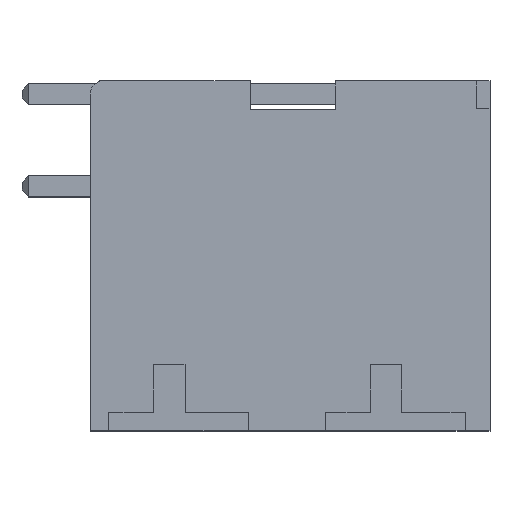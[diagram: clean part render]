
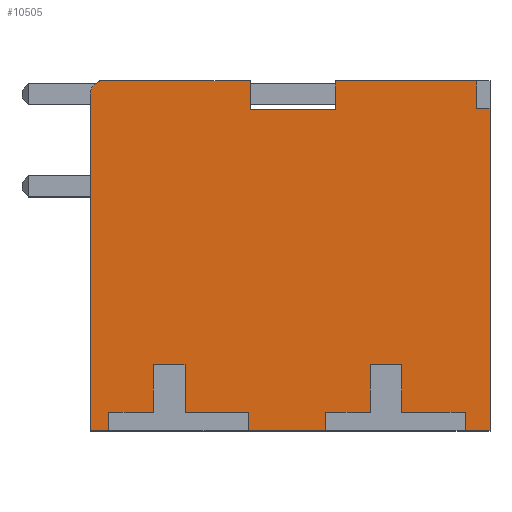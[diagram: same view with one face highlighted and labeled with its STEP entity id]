
A CAD part, top view. The second image highlights one B-rep face of the part: STEP entity #10505.
In plain terms, the highlighted planar face has unit normal (0, 0, 1).
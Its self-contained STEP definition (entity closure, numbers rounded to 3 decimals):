
#2490=DIRECTION('',(-1.,0.,0.));
#2491=VECTOR('',#2490,5.39);
#2492=CARTESIAN_POINT('',(11.703,13.3,33.7));
#2493=LINE('',#2492,#2491);
#2526=DIRECTION('',(0.,-1.,0.));
#2527=VECTOR('',#2526,1.092);
#2528=CARTESIAN_POINT('',(6.313,13.3,33.7));
#2529=LINE('',#2528,#2527);
#2582=DIRECTION('',(0.,1.,0.));
#2583=VECTOR('',#2582,1.092);
#2584=CARTESIAN_POINT('',(3.074,12.208,33.7));
#2585=LINE('',#2584,#2583);
#2654=DIRECTION('',(-1.,0.,0.));
#2655=VECTOR('',#2654,5.716);
#2656=CARTESIAN_POINT('',(3.074,13.3,33.7));
#2657=LINE('',#2656,#2655);
#2730=DIRECTION('',(0.,-1.,0.));
#2731=VECTOR('',#2730,0.02);
#2732=CARTESIAN_POINT('',(-2.641,13.3,33.7));
#2733=LINE('',#2732,#2731);
#3568=DIRECTION('',(-1.,0.,0.));
#3569=VECTOR('',#3568,3.238);
#3570=CARTESIAN_POINT('',(6.313,12.208,33.7));
#3571=LINE('',#3570,#3569);
#3572=DIRECTION('',(0.,1.,0.));
#3573=VECTOR('',#3572,0.7);
#3574=CARTESIAN_POINT('',(11.25,0.,33.7));
#3575=LINE('',#3574,#3573);
#3576=DIRECTION('',(1.,0.,0.));
#3577=VECTOR('',#3576,2.4);
#3578=CARTESIAN_POINT('',(8.85,0.7,33.7));
#3579=LINE('',#3578,#3577);
#3580=DIRECTION('',(0.,-1.,0.));
#3581=VECTOR('',#3580,1.8);
#3582=CARTESIAN_POINT('',(8.85,2.5,33.7));
#3583=LINE('',#3582,#3581);
#3584=DIRECTION('',(1.,0.,0.));
#3585=VECTOR('',#3584,1.2);
#3586=CARTESIAN_POINT('',(7.65,2.5,33.7));
#3587=LINE('',#3586,#3585);
#3588=DIRECTION('',(0.,1.,0.));
#3589=VECTOR('',#3588,1.8);
#3590=CARTESIAN_POINT('',(7.65,0.7,33.7));
#3591=LINE('',#3590,#3589);
#3592=DIRECTION('',(1.,0.,0.));
#3593=VECTOR('',#3592,1.7);
#3594=CARTESIAN_POINT('',(5.95,0.7,33.7));
#3595=LINE('',#3594,#3593);
#3596=DIRECTION('',(0.,1.,0.));
#3597=VECTOR('',#3596,0.7);
#3598=CARTESIAN_POINT('',(5.95,0.,33.7));
#3599=LINE('',#3598,#3597);
#3600=DIRECTION('',(-1.,0.,0.));
#3601=VECTOR('',#3600,2.95);
#3602=CARTESIAN_POINT('',(5.95,0.,33.7));
#3603=LINE('',#3602,#3601);
#3604=DIRECTION('',(0.,1.,0.));
#3605=VECTOR('',#3604,0.7);
#3606=CARTESIAN_POINT('',(3.,0.,33.7));
#3607=LINE('',#3606,#3605);
#3608=DIRECTION('',(1.,0.,0.));
#3609=VECTOR('',#3608,2.4);
#3610=CARTESIAN_POINT('',(0.6,0.7,33.7));
#3611=LINE('',#3610,#3609);
#3612=DIRECTION('',(0.,-1.,0.));
#3613=VECTOR('',#3612,1.8);
#3614=CARTESIAN_POINT('',(0.6,2.5,33.7));
#3615=LINE('',#3614,#3613);
#3616=DIRECTION('',(1.,0.,0.));
#3617=VECTOR('',#3616,1.2);
#3618=CARTESIAN_POINT('',(-0.6,2.5,33.7));
#3619=LINE('',#3618,#3617);
#3620=DIRECTION('',(0.,1.,0.));
#3621=VECTOR('',#3620,1.8);
#3622=CARTESIAN_POINT('',(-0.6,0.7,33.7));
#3623=LINE('',#3622,#3621);
#3624=DIRECTION('',(1.,0.,0.));
#3625=VECTOR('',#3624,1.7);
#3626=CARTESIAN_POINT('',(-2.3,0.7,33.7));
#3627=LINE('',#3626,#3625);
#3628=DIRECTION('',(0.,1.,0.));
#3629=VECTOR('',#3628,0.7);
#3630=CARTESIAN_POINT('',(-2.3,0.,33.7));
#3631=LINE('',#3630,#3629);
#3632=DIRECTION('',(-1.,0.,0.));
#3633=VECTOR('',#3632,0.7);
#3634=CARTESIAN_POINT('',(-2.3,0.,33.7));
#3635=LINE('',#3634,#3633);
#3636=DIRECTION('',(0.,1.,0.));
#3637=VECTOR('',#3636,12.8);
#3638=CARTESIAN_POINT('',(-3.,0.,33.7));
#3639=LINE('',#3638,#3637);
#3640=CARTESIAN_POINT('',(-2.5,12.8,33.7));
#3641=DIRECTION('',(0.,0.,-1.));
#3642=DIRECTION('',(-1.,0.,0.));
#3643=AXIS2_PLACEMENT_3D('',#3640,#3641,#3642);
#3645=DIRECTION('',(0.,-1.,0.));
#3646=VECTOR('',#3645,12.25);
#3647=CARTESIAN_POINT('',(12.2,12.25,33.7));
#3648=LINE('',#3647,#3646);
#3649=DIRECTION('',(-1.,0.,0.));
#3650=VECTOR('',#3649,0.95);
#3651=CARTESIAN_POINT('',(12.2,0.,33.7));
#3652=LINE('',#3651,#3650);
#3812=DIRECTION('',(0.,1.,0.));
#3813=VECTOR('',#3812,1.05);
#3814=CARTESIAN_POINT('',(11.703,12.25,33.7));
#3815=LINE('',#3814,#3813);
#3828=DIRECTION('',(-1.,0.,0.));
#3829=VECTOR('',#3828,0.497);
#3830=CARTESIAN_POINT('',(12.2,12.25,33.7));
#3831=LINE('',#3830,#3829);
#3946=CARTESIAN_POINT('',(-3.,0.,33.7));
#3947=VERTEX_POINT('',#3946);
#4028=CARTESIAN_POINT('',(12.2,12.25,33.7));
#4029=CARTESIAN_POINT('',(12.2,0.,33.7));
#4030=VERTEX_POINT('',#4028);
#4031=VERTEX_POINT('',#4029);
#4038=CARTESIAN_POINT('',(11.703,13.3,33.7));
#4039=VERTEX_POINT('',#4038);
#4040=CARTESIAN_POINT('',(6.313,13.3,33.7));
#4041=VERTEX_POINT('',#4040);
#4042=CARTESIAN_POINT('',(6.313,12.208,33.7));
#4043=VERTEX_POINT('',#4042);
#4052=CARTESIAN_POINT('',(3.074,12.208,33.7));
#4053=CARTESIAN_POINT('',(3.074,13.3,33.7));
#4054=VERTEX_POINT('',#4052);
#4055=VERTEX_POINT('',#4053);
#4064=CARTESIAN_POINT('',(-2.641,13.3,33.7));
#4065=VERTEX_POINT('',#4064);
#4066=CARTESIAN_POINT('',(-2.641,13.28,33.7));
#4067=VERTEX_POINT('',#4066);
#4096=CARTESIAN_POINT('',(-3.,12.8,33.7));
#4097=VERTEX_POINT('',#4096);
#4098=CARTESIAN_POINT('',(11.703,12.25,33.7));
#4099=VERTEX_POINT('',#4098);
#4342=CARTESIAN_POINT('',(11.25,0.7,33.7));
#4343=VERTEX_POINT('',#4342);
#4344=CARTESIAN_POINT('',(11.25,0.,33.7));
#4345=VERTEX_POINT('',#4344);
#4346=CARTESIAN_POINT('',(5.95,0.,33.7));
#4347=VERTEX_POINT('',#4346);
#4348=CARTESIAN_POINT('',(5.95,0.7,33.7));
#4349=VERTEX_POINT('',#4348);
#4350=CARTESIAN_POINT('',(7.65,0.7,33.7));
#4351=VERTEX_POINT('',#4350);
#4352=CARTESIAN_POINT('',(7.65,2.5,33.7));
#4353=VERTEX_POINT('',#4352);
#4354=CARTESIAN_POINT('',(8.85,2.5,33.7));
#4355=VERTEX_POINT('',#4354);
#4356=CARTESIAN_POINT('',(8.85,0.7,33.7));
#4357=VERTEX_POINT('',#4356);
#4358=CARTESIAN_POINT('',(3.,0.,33.7));
#4359=VERTEX_POINT('',#4358);
#4360=CARTESIAN_POINT('',(-2.3,0.,33.7));
#4361=VERTEX_POINT('',#4360);
#4362=CARTESIAN_POINT('',(-2.3,0.7,33.7));
#4363=VERTEX_POINT('',#4362);
#4364=CARTESIAN_POINT('',(-0.6,0.7,33.7));
#4365=VERTEX_POINT('',#4364);
#4366=CARTESIAN_POINT('',(-0.6,2.5,33.7));
#4367=VERTEX_POINT('',#4366);
#4368=CARTESIAN_POINT('',(0.6,2.5,33.7));
#4369=VERTEX_POINT('',#4368);
#4370=CARTESIAN_POINT('',(0.6,0.7,33.7));
#4371=VERTEX_POINT('',#4370);
#4372=CARTESIAN_POINT('',(3.,0.7,33.7));
#4373=VERTEX_POINT('',#4372);
#10452=CARTESIAN_POINT('',(0.,0.,33.7));
#10453=DIRECTION('',(0.,0.,1.));
#10454=DIRECTION('',(1.,0.,0.));
#10455=AXIS2_PLACEMENT_3D('',#10452,#10453,#10454);
#10456=PLANE('',#10455);
#10458=ORIENTED_EDGE('',*,*,#10457,.T.);
#10460=ORIENTED_EDGE('',*,*,#10459,.F.);
#10462=ORIENTED_EDGE('',*,*,#10461,.F.);
#10464=ORIENTED_EDGE('',*,*,#10463,.F.);
#10466=ORIENTED_EDGE('',*,*,#10465,.F.);
#10468=ORIENTED_EDGE('',*,*,#10467,.F.);
#10470=ORIENTED_EDGE('',*,*,#10469,.F.);
#10471=ORIENTED_EDGE('',*,*,#5233,.T.);
#10473=ORIENTED_EDGE('',*,*,#10472,.T.);
#10475=ORIENTED_EDGE('',*,*,#10474,.F.);
#10477=ORIENTED_EDGE('',*,*,#10476,.F.);
#10479=ORIENTED_EDGE('',*,*,#10478,.F.);
#10481=ORIENTED_EDGE('',*,*,#10480,.F.);
#10483=ORIENTED_EDGE('',*,*,#10482,.F.);
#10485=ORIENTED_EDGE('',*,*,#10484,.F.);
#10486=ORIENTED_EDGE('',*,*,#5225,.T.);
#10488=ORIENTED_EDGE('',*,*,#10487,.T.);
#10490=ORIENTED_EDGE('',*,*,#10489,.T.);
#10491=ORIENTED_EDGE('',*,*,#9098,.F.);
#10492=ORIENTED_EDGE('',*,*,#9068,.F.);
#10493=ORIENTED_EDGE('',*,*,#8923,.F.);
#10494=ORIENTED_EDGE('',*,*,#10447,.F.);
#10495=ORIENTED_EDGE('',*,*,#8821,.F.);
#10496=ORIENTED_EDGE('',*,*,#8806,.F.);
#10498=ORIENTED_EDGE('',*,*,#10497,.F.);
#10500=ORIENTED_EDGE('',*,*,#10499,.F.);
#10501=ORIENTED_EDGE('',*,*,#8764,.T.);
#10502=ORIENTED_EDGE('',*,*,#5241,.T.);
#10503=EDGE_LOOP('',(#10458,#10460,#10462,#10464,#10466,#10468,#10470,#10471,
#10473,#10475,#10477,#10479,#10481,#10483,#10485,#10486,#10488,#10490,#10491,
#10492,#10493,#10494,#10495,#10496,#10498,#10500,#10501,#10502));
#10504=FACE_OUTER_BOUND('',#10503,.F.);
#3644=CIRCLE('',#3643,0.5);
#5225=EDGE_CURVE('',#4361,#3947,#3635,.T.);
#5233=EDGE_CURVE('',#4347,#4359,#3603,.T.);
#5241=EDGE_CURVE('',#4031,#4345,#3652,.T.);
#8764=EDGE_CURVE('',#4030,#4031,#3648,.T.);
#8806=EDGE_CURVE('',#4039,#4041,#2493,.T.);
#8821=EDGE_CURVE('',#4041,#4043,#2529,.T.);
#8923=EDGE_CURVE('',#4054,#4055,#2585,.T.);
#9068=EDGE_CURVE('',#4055,#4065,#2657,.T.);
#9098=EDGE_CURVE('',#4065,#4067,#2733,.T.);
#10447=EDGE_CURVE('',#4043,#4054,#3571,.T.);
#10457=EDGE_CURVE('',#4345,#4343,#3575,.T.);
#10459=EDGE_CURVE('',#4357,#4343,#3579,.T.);
#10461=EDGE_CURVE('',#4355,#4357,#3583,.T.);
#10463=EDGE_CURVE('',#4353,#4355,#3587,.T.);
#10465=EDGE_CURVE('',#4351,#4353,#3591,.T.);
#10467=EDGE_CURVE('',#4349,#4351,#3595,.T.);
#10469=EDGE_CURVE('',#4347,#4349,#3599,.T.);
#10472=EDGE_CURVE('',#4359,#4373,#3607,.T.);
#10474=EDGE_CURVE('',#4371,#4373,#3611,.T.);
#10476=EDGE_CURVE('',#4369,#4371,#3615,.T.);
#10478=EDGE_CURVE('',#4367,#4369,#3619,.T.);
#10480=EDGE_CURVE('',#4365,#4367,#3623,.T.);
#10482=EDGE_CURVE('',#4363,#4365,#3627,.T.);
#10484=EDGE_CURVE('',#4361,#4363,#3631,.T.);
#10487=EDGE_CURVE('',#3947,#4097,#3639,.T.);
#10489=EDGE_CURVE('',#4097,#4067,#3644,.T.);
#10497=EDGE_CURVE('',#4099,#4039,#3815,.T.);
#10499=EDGE_CURVE('',#4030,#4099,#3831,.T.);
#10505=ADVANCED_FACE('',(#10504),#10456,.T.);
